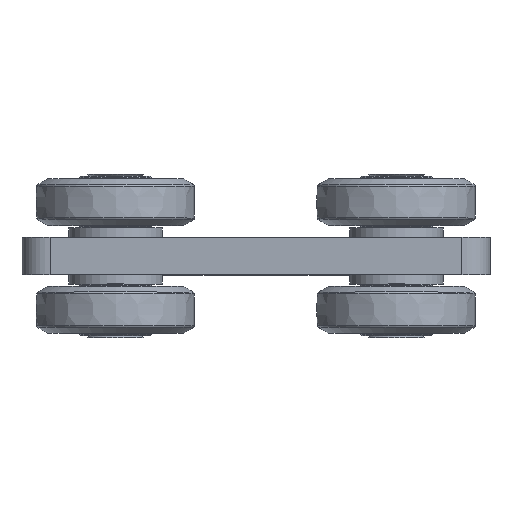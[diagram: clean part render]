
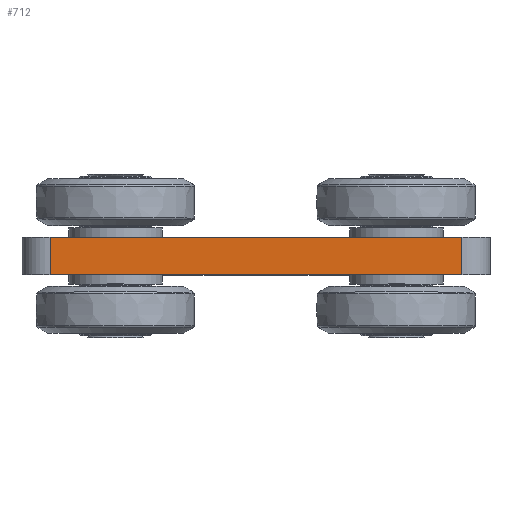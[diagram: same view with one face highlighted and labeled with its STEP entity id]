
A CAD part, top view. The second image highlights one B-rep face of the part: STEP entity #712.
In plain terms, the highlighted planar face has unit normal (0, 0, 1).
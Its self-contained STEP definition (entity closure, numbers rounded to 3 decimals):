
#712=ADVANCED_FACE('',(#1452),#1453,.T.);
#1452=FACE_OUTER_BOUND('',#2456,.T.);
#1453=PLANE('',#2457);
#2456=EDGE_LOOP('',(#3564,#3565,#3566,#3567));
#2457=AXIS2_PLACEMENT_3D('',#3568,#3569,#3570);
#3564=ORIENTED_EDGE('',*,*,#4334,.T.);
#3565=ORIENTED_EDGE('',*,*,#4504,.F.);
#3566=ORIENTED_EDGE('',*,*,#4381,.F.);
#3567=ORIENTED_EDGE('',*,*,#4599,.T.);
#3568=CARTESIAN_POINT('',(-237.724,283.693,260.989));
#3569=DIRECTION('',(0.,0.,1.));
#3570=DIRECTION('',(1.,0.,0.));
#4334=EDGE_CURVE('',#4853,#4851,#4854,.T.);
#4381=EDGE_CURVE('',#4935,#4937,#4938,.T.);
#4504=EDGE_CURVE('',#4937,#4851,#5134,.T.);
#4599=EDGE_CURVE('',#4935,#4853,#5280,.T.);
#4851=VERTEX_POINT('',#5583);
#4853=VERTEX_POINT('',#5585);
#4854=LINE('',#5586,#5587);
#4935=VERTEX_POINT('',#5722);
#4937=VERTEX_POINT('',#5724);
#4938=LINE('',#5725,#5726);
#5134=LINE('',#6108,#6109);
#5280=LINE('',#6267,#6268);
#5583=CARTESIAN_POINT('',(-237.724,283.693,260.989));
#5585=CARTESIAN_POINT('',(-149.724,283.693,260.989));
#5586=CARTESIAN_POINT('',(-237.724,283.693,260.989));
#5587=VECTOR('',#6610,1.);
#5722=CARTESIAN_POINT('',(-149.724,275.693,260.989));
#5724=CARTESIAN_POINT('',(-237.724,275.693,260.989));
#5725=CARTESIAN_POINT('',(-193.592,275.693,260.989));
#5726=VECTOR('',#6682,1.);
#6108=CARTESIAN_POINT('',(-237.724,283.693,260.989));
#6109=VECTOR('',#6900,1.);
#6267=CARTESIAN_POINT('',(-149.724,283.693,260.989));
#6268=VECTOR('',#7058,1.);
#6610=DIRECTION('',(-1.,0.,0.));
#6682=DIRECTION('',(-1.,0.,0.));
#6900=DIRECTION('',(0.,1.,0.));
#7058=DIRECTION('',(0.,1.,0.));
